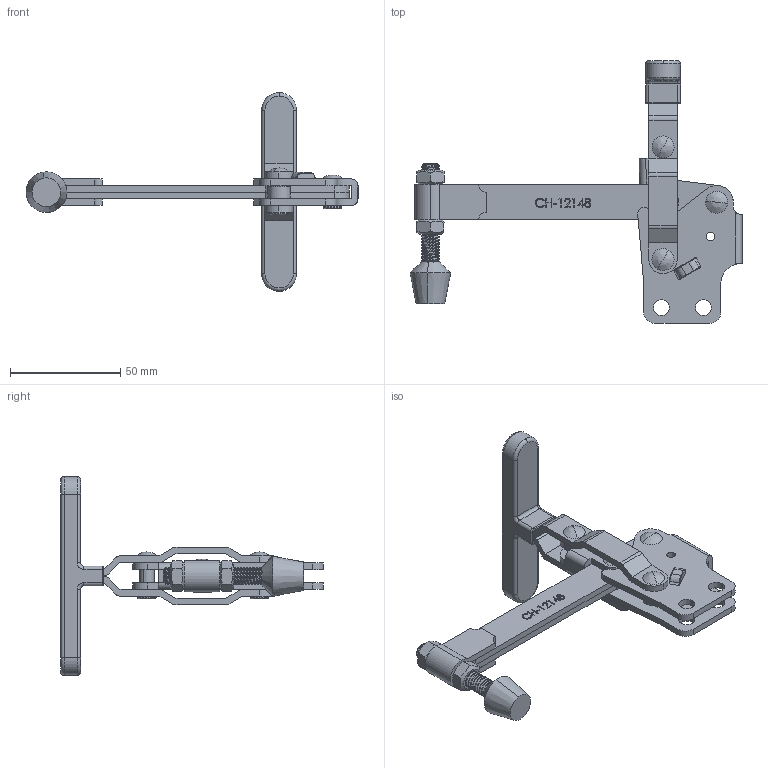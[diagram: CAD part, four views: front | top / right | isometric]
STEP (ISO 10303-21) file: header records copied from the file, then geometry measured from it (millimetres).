
FILE_DESCRIPTION (( 'STEP AP203' ), '1' );
FILE_NAME ('CH-12148.STEP', '2017-11-08T09:06:20', ( 'Windows' ), ( 'Microsoft' ), 'SwSTEP 2.0', 'SolidWorks 2015', '' );
FILE_SCHEMA (( 'CONFIG_CONTROL_DESIGN' ));
Length unit declared in the file: millimetre
Products named in the file (10): CH-12148; CH-12148-02 LONG SOLID BAR_默认<按加工>; CH-12130-05; CH-12130-04 CONNECTING-PLATE; CH-12130-06; CH-12130-08; CH-12148-03 T-HANDLE; CH-FC-56212 Nut; CH-FC-56212 SPINDLE SUPPLIED; CH-12135-01 STRAIGHT BASE
Assembly tree (12 placements, depth 2):
  CH-12148
    CH-12135-01 STRAIGHT BASE
    CH-12148-02 LONG SOLID BAR_默认<按加工>
    CH-12130-05
    CH-12130-04 CONNECTING-PLATE
    CH-12130-06  x2
    CH-12130-08  x2
    CH-12148-03 T-HANDLE
    CH-FC-56212 Nut  x2
    CH-FC-56212 SPINDLE SUPPLIED
Bounding box: 150.46 x 118.97 x 90 mm (x, y, z)
Volume: 59610.7 mm3; surface area: 42649.5 mm2
Topology: 14 solids, 14 shells, 800 faces, 2139 edges, 1392 vertices
Faces by surface type: plane 286, cylinder 247, bspline 178, torus 46, cone 43
Entity records: 34138 total; most frequent: CARTESIAN_POINT 15778, ORIENTED_EDGE 3962, DIRECTION 3008, EDGE_CURVE 1981, VERTEX_POINT 1300, LINE 1052, VECTOR 1052, AXIS2_PLACEMENT_3D 978
